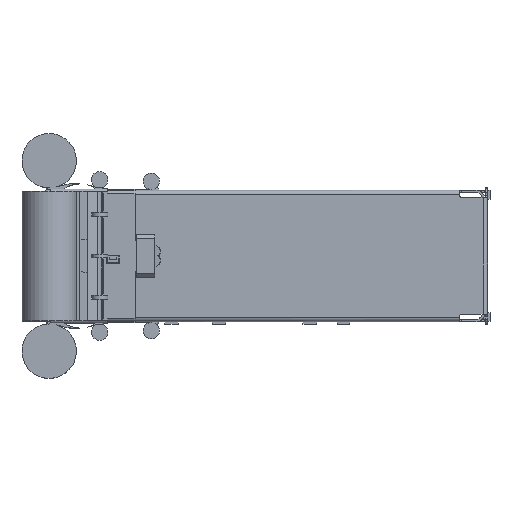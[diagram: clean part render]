
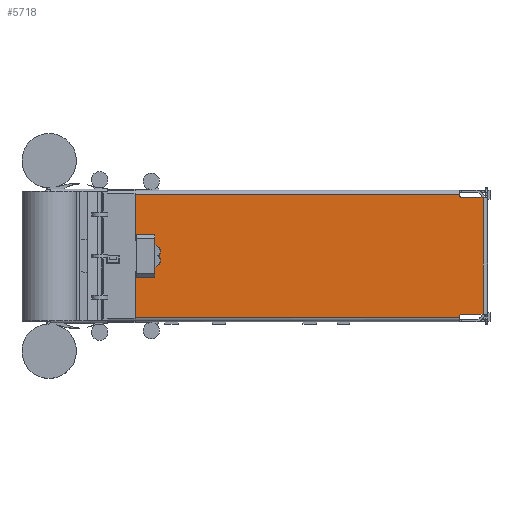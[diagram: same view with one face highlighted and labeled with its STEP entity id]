
A CAD part, top view. The second image highlights one B-rep face of the part: STEP entity #5718.
In plain terms, the highlighted planar face has unit normal (0, 0, 1).
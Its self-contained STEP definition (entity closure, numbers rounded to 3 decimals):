
#3106 = VERTEX_POINT('',#3107);
#3107 = CARTESIAN_POINT('',(3.05,6.1,12.62));
#3114 = EDGE_CURVE('',#3106,#3115,#3117,.T.);
#3115 = VERTEX_POINT('',#3116);
#3116 = CARTESIAN_POINT('',(3.05,-6.8,12.62));
#3117 = LINE('',#3118,#3119);
#3118 = CARTESIAN_POINT('',(3.05,6.1,12.62)
  );
#3119 = VECTOR('',#3120,1.);
#3120 = DIRECTION('',(0.,-1.,0.));
#4207 = VERTEX_POINT('',#4208);
#4208 = CARTESIAN_POINT('',(-35.125,2.004,12.62));
#4223 = VERTEX_POINT('',#4224);
#4224 = CARTESIAN_POINT('',(-33.125,2.004,12.62));
#4230 = EDGE_CURVE('',#4207,#4223,#4231,.T.);
#4231 = LINE('',#4232,#4233);
#4232 = CARTESIAN_POINT('',(-35.125,2.004,
    12.62));
#4233 = VECTOR('',#4234,1.);
#4234 = DIRECTION('',(1.,0.,0.));
#4547 = VERTEX_POINT('',#4548);
#4548 = CARTESIAN_POINT('',(0.7,-6.8,12.62));
#4556 = VERTEX_POINT('',#4557);
#4557 = CARTESIAN_POINT('',(0.45,-7.05,12.62));
#4563 = EDGE_CURVE('',#4556,#4547,#4564,.T.);
#4564 = CIRCLE('',#4565,0.25);
#4565 = AXIS2_PLACEMENT_3D('',#4566,#4567,#4568);
#4566 = CARTESIAN_POINT('',(0.7,-7.05,12.62)
  );
#4567 = DIRECTION('',(0.,0.,-1.));
#4568 = DIRECTION('',(-1.,0.,0.));
#5450 = VERTEX_POINT('',#5451);
#5451 = CARTESIAN_POINT('',(-35.249,-2.219,12.62));
#5459 = VERTEX_POINT('',#5460);
#5460 = CARTESIAN_POINT('',(-35.324,-2.219,12.62));
#5466 = EDGE_CURVE('',#5459,#5450,#5467,.T.);
#5467 = LINE('',#5468,#5469);
#5468 = CARTESIAN_POINT('',(-35.324,-2.219,
    12.62));
#5469 = VECTOR('',#5470,1.);
#5470 = DIRECTION('',(1.,0.,0.));
#5718 = ADVANCED_FACE('',(#5719),#5864,.T.);
#5719 = FACE_BOUND('',#5720,.T.);
#5720 = EDGE_LOOP('',(#5721,#5729,#5737,#5743,#5744,#5750,#5751,#5759,
    #5768,#5776,#5784,#5792,#5800,#5808,#5817,#5823,#5824,#5832,#5840,
    #5848,#5857,#5863));
#5721 = ORIENTED_EDGE('',*,*,#5722,.F.);
#5722 = EDGE_CURVE('',#5723,#5459,#5725,.T.);
#5723 = VERTEX_POINT('',#5724);
#5724 = CARTESIAN_POINT('',(-35.324,-7.1,12.62));
#5725 = LINE('',#5726,#5727);
#5726 = CARTESIAN_POINT('',(-35.324,-7.1,
    12.62));
#5727 = VECTOR('',#5728,1.);
#5728 = DIRECTION('',(0.,1.,0.));
#5729 = ORIENTED_EDGE('',*,*,#5730,.F.);
#5730 = EDGE_CURVE('',#5731,#5723,#5733,.T.);
#5731 = VERTEX_POINT('',#5732);
#5732 = CARTESIAN_POINT('',(0.45,-7.1,12.62));
#5733 = LINE('',#5734,#5735);
#5734 = CARTESIAN_POINT('',(0.45,-7.1,12.62)
  );
#5735 = VECTOR('',#5736,1.);
#5736 = DIRECTION('',(-1.,0.,0.));
#5737 = ORIENTED_EDGE('',*,*,#5738,.F.);
#5738 = EDGE_CURVE('',#4556,#5731,#5739,.T.);
#5739 = LINE('',#5740,#5741);
#5740 = CARTESIAN_POINT('',(0.45,-7.05,12.62)
  );
#5741 = VECTOR('',#5742,1.);
#5742 = DIRECTION('',(0.,-1.,0.));
#5743 = ORIENTED_EDGE('',*,*,#4563,.T.);
#5744 = ORIENTED_EDGE('',*,*,#5745,.F.);
#5745 = EDGE_CURVE('',#3115,#4547,#5746,.T.);
#5746 = LINE('',#5747,#5748);
#5747 = CARTESIAN_POINT('',(3.05,-6.8,12.62
    ));
#5748 = VECTOR('',#5749,1.);
#5749 = DIRECTION('',(-1.,0.,0.));
#5750 = ORIENTED_EDGE('',*,*,#3114,.F.);
#5751 = ORIENTED_EDGE('',*,*,#5752,.F.);
#5752 = EDGE_CURVE('',#5753,#3106,#5755,.T.);
#5753 = VERTEX_POINT('',#5754);
#5754 = CARTESIAN_POINT('',(0.7,6.1,12.62));
#5755 = LINE('',#5756,#5757);
#5756 = CARTESIAN_POINT('',(0.7,6.1,12.62));
#5757 = VECTOR('',#5758,1.);
#5758 = DIRECTION('',(1.,0.,0.));
#5759 = ORIENTED_EDGE('',*,*,#5760,.T.);
#5760 = EDGE_CURVE('',#5753,#5761,#5763,.T.);
#5761 = VERTEX_POINT('',#5762);
#5762 = CARTESIAN_POINT('',(0.45,6.35,12.62));
#5763 = CIRCLE('',#5764,0.25);
#5764 = AXIS2_PLACEMENT_3D('',#5765,#5766,#5767);
#5765 = CARTESIAN_POINT('',(0.7,6.35,12.62));
#5766 = DIRECTION('',(-0.,-0.,-1.));
#5767 = DIRECTION('',(0.,-1.,0.));
#5768 = ORIENTED_EDGE('',*,*,#5769,.F.);
#5769 = EDGE_CURVE('',#5770,#5761,#5772,.T.);
#5770 = VERTEX_POINT('',#5771);
#5771 = CARTESIAN_POINT('',(0.45,6.4,12.62));
#5772 = LINE('',#5773,#5774);
#5773 = CARTESIAN_POINT('',(0.45,6.4,12.62)
  );
#5774 = VECTOR('',#5775,1.);
#5775 = DIRECTION('',(0.,-1.,0.));
#5776 = ORIENTED_EDGE('',*,*,#5777,.F.);
#5777 = EDGE_CURVE('',#5778,#5770,#5780,.T.);
#5778 = VERTEX_POINT('',#5779);
#5779 = CARTESIAN_POINT('',(-35.324,6.4,12.62));
#5780 = LINE('',#5781,#5782);
#5781 = CARTESIAN_POINT('',(-35.324,6.4,12.62)
  );
#5782 = VECTOR('',#5783,1.);
#5783 = DIRECTION('',(1.,0.,0.));
#5784 = ORIENTED_EDGE('',*,*,#5785,.F.);
#5785 = EDGE_CURVE('',#5786,#5778,#5788,.T.);
#5786 = VERTEX_POINT('',#5787);
#5787 = CARTESIAN_POINT('',(-35.324,1.611,12.62));
#5788 = LINE('',#5789,#5790);
#5789 = CARTESIAN_POINT('',(-35.324,1.611,12.62
    ));
#5790 = VECTOR('',#5791,1.);
#5791 = DIRECTION('',(0.,1.,0.));
#5792 = ORIENTED_EDGE('',*,*,#5793,.F.);
#5793 = EDGE_CURVE('',#5794,#5786,#5796,.T.);
#5794 = VERTEX_POINT('',#5795);
#5795 = CARTESIAN_POINT('',(-35.249,1.611,12.62));
#5796 = LINE('',#5797,#5798);
#5797 = CARTESIAN_POINT('',(-35.249,1.611,
    12.62));
#5798 = VECTOR('',#5799,1.);
#5799 = DIRECTION('',(-1.,0.,0.));
#5800 = ORIENTED_EDGE('',*,*,#5801,.T.);
#5801 = EDGE_CURVE('',#5794,#5802,#5804,.T.);
#5802 = VERTEX_POINT('',#5803);
#5803 = CARTESIAN_POINT('',(-35.249,1.441,12.62));
#5804 = LINE('',#5805,#5806);
#5805 = CARTESIAN_POINT('',(-35.249,1.611,
    12.62));
#5806 = VECTOR('',#5807,1.);
#5807 = DIRECTION('',(0.,-1.,0.));
#5808 = ORIENTED_EDGE('',*,*,#5809,.T.);
#5809 = EDGE_CURVE('',#5802,#5810,#5812,.T.);
#5810 = VERTEX_POINT('',#5811);
#5811 = CARTESIAN_POINT('',(-35.125,1.256,12.62));
#5812 = CIRCLE('',#5813,0.2);
#5813 = AXIS2_PLACEMENT_3D('',#5814,#5815,#5816);
#5814 = CARTESIAN_POINT('',(-35.049,1.441,
    12.62));
#5815 = DIRECTION('',(0.,0.,1.));
#5816 = DIRECTION('',(-1.,0.,0.));
#5817 = ORIENTED_EDGE('',*,*,#5818,.T.);
#5818 = EDGE_CURVE('',#5810,#4207,#5819,.T.);
#5819 = LINE('',#5820,#5821);
#5820 = CARTESIAN_POINT('',(-35.125,1.256,
    12.62));
#5821 = VECTOR('',#5822,1.);
#5822 = DIRECTION('',(0.,1.,0.));
#5823 = ORIENTED_EDGE('',*,*,#4230,.T.);
#5824 = ORIENTED_EDGE('',*,*,#5825,.F.);
#5825 = EDGE_CURVE('',#5826,#4223,#5828,.T.);
#5826 = VERTEX_POINT('',#5827);
#5827 = CARTESIAN_POINT('',(-33.125,-2.704,12.62));
#5828 = LINE('',#5829,#5830);
#5829 = CARTESIAN_POINT('',(-33.125,-2.704,
    12.62));
#5830 = VECTOR('',#5831,1.);
#5831 = DIRECTION('',(0.,1.,0.));
#5832 = ORIENTED_EDGE('',*,*,#5833,.T.);
#5833 = EDGE_CURVE('',#5826,#5834,#5836,.T.);
#5834 = VERTEX_POINT('',#5835);
#5835 = CARTESIAN_POINT('',(-35.125,-2.704,12.62));
#5836 = LINE('',#5837,#5838);
#5837 = CARTESIAN_POINT('',(-33.125,-2.704,
    12.62));
#5838 = VECTOR('',#5839,1.);
#5839 = DIRECTION('',(-1.,0.,0.));
#5840 = ORIENTED_EDGE('',*,*,#5841,.T.);
#5841 = EDGE_CURVE('',#5834,#5842,#5844,.T.);
#5842 = VERTEX_POINT('',#5843);
#5843 = CARTESIAN_POINT('',(-35.125,-1.986,12.62));
#5844 = LINE('',#5845,#5846);
#5845 = CARTESIAN_POINT('',(-35.125,-2.704,
    12.62));
#5846 = VECTOR('',#5847,1.);
#5847 = DIRECTION('',(0.,1.,0.));
#5848 = ORIENTED_EDGE('',*,*,#5849,.T.);
#5849 = EDGE_CURVE('',#5842,#5850,#5852,.T.);
#5850 = VERTEX_POINT('',#5851);
#5851 = CARTESIAN_POINT('',(-35.249,-2.171,12.62));
#5852 = CIRCLE('',#5853,0.2);
#5853 = AXIS2_PLACEMENT_3D('',#5854,#5855,#5856);
#5854 = CARTESIAN_POINT('',(-35.049,-2.171,
    12.62));
#5855 = DIRECTION('',(0.,0.,1.));
#5856 = DIRECTION('',(-0.381,0.925,0.));
#5857 = ORIENTED_EDGE('',*,*,#5858,.T.);
#5858 = EDGE_CURVE('',#5850,#5450,#5859,.T.);
#5859 = LINE('',#5860,#5861);
#5860 = CARTESIAN_POINT('',(-35.249,-2.171,
    12.62));
#5861 = VECTOR('',#5862,1.);
#5862 = DIRECTION('',(0.,-1.,0.));
#5863 = ORIENTED_EDGE('',*,*,#5466,.F.);
#5864 = PLANE('',#5865);
#5865 = AXIS2_PLACEMENT_3D('',#5866,#5867,#5868);
#5866 = CARTESIAN_POINT('',(-39.206,-2.312,12.62));
#5867 = DIRECTION('',(0.,0.,1.));
#5868 = DIRECTION('',(1.,0.,0.));
